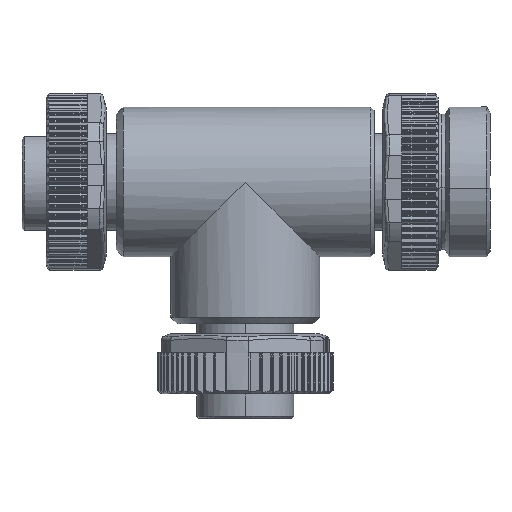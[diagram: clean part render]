
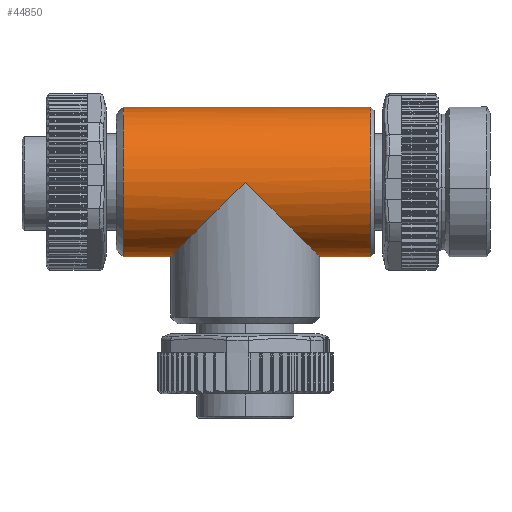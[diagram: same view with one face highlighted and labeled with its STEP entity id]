
A CAD part, front view. The second image highlights one B-rep face of the part: STEP entity #44850.
In plain terms, the highlighted cylindrical face has radius 11 mm (diameter 22 mm), a partial arc.
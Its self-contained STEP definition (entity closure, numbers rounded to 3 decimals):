
#44817=AXIS2_PLACEMENT_3D('Cylinder Axis2P3D',#44814,#44815,#44816) ;
#44838=AXIS2_PLACEMENT_3D('Circle Axis2P3D',#44836,#44837,$) ;
#44669=CARTESIAN_POINT('Vertex',(43.9,13.,23.8)) ;
#44676=CARTESIAN_POINT('Vertex',(21.9,13.,23.8)) ;
#44720=CARTESIAN_POINT('Control Point',(43.9,13.,23.8)) ;
#44721=CARTESIAN_POINT('Control Point',(43.9,11.291,23.8)) ;
#44722=CARTESIAN_POINT('Control Point',(43.568,9.582,24.132)) ;
#44723=CARTESIAN_POINT('Control Point',(42.904,7.986,24.796)) ;
#44724=CARTESIAN_POINT('Control Point',(40.929,4.99,26.771)) ;
#44725=CARTESIAN_POINT('Control Point',(38.074,3.042,29.626)) ;
#44726=CARTESIAN_POINT('Control Point',(36.391,2.346,31.309)) ;
#44727=CARTESIAN_POINT('Control Point',(34.645,2.,33.055)) ;
#44728=CARTESIAN_POINT('Control Point',(32.9,2.,34.8)) ;
#44729=CARTESIAN_POINT('Vertex',(32.9,2.,34.8)) ;
#44733=CARTESIAN_POINT('Control Point',(32.9,2.,34.8)) ;
#44734=CARTESIAN_POINT('Control Point',(31.91,2.,33.81)) ;
#44735=CARTESIAN_POINT('Control Point',(30.92,2.111,32.82)) ;
#44736=CARTESIAN_POINT('Control Point',(29.941,2.334,31.841)) ;
#44737=CARTESIAN_POINT('Control Point',(28.034,3.005,29.934)) ;
#44738=CARTESIAN_POINT('Control Point',(26.298,4.112,28.198)) ;
#44739=CARTESIAN_POINT('Control Point',(25.489,4.771,27.389)) ;
#44740=CARTESIAN_POINT('Control Point',(23.802,6.518,25.702)) ;
#44741=CARTESIAN_POINT('Control Point',(22.612,8.733,24.512)) ;
#44742=CARTESIAN_POINT('Control Point',(22.137,10.11,24.037)) ;
#44743=CARTESIAN_POINT('Control Point',(21.9,11.555,23.8)) ;
#44744=CARTESIAN_POINT('Control Point',(21.9,13.,23.8)) ;
#44759=CARTESIAN_POINT('Line Origine',(12.,13.,23.8)) ;
#44763=CARTESIAN_POINT('Vertex',(14.9,13.,23.8)) ;
#44782=CARTESIAN_POINT('Vertex',(14.9,13.,45.8)) ;
#44785=CARTESIAN_POINT('Line Origine',(12.,13.,45.8)) ;
#44789=CARTESIAN_POINT('Vertex',(51.4,13.,45.8)) ;
#44796=CARTESIAN_POINT('Vertex',(51.4,13.,23.8)) ;
#44799=CARTESIAN_POINT('Line Origine',(12.,13.,23.8)) ;
#44814=CARTESIAN_POINT('Axis2P3D Location',(12.,13.,34.8)) ;
#44820=CARTESIAN_POINT('Control Point',(51.4,13.,23.8)) ;
#44821=CARTESIAN_POINT('Control Point',(51.4,11.272,23.8)) ;
#44822=CARTESIAN_POINT('Control Point',(51.4,9.544,24.139)) ;
#44823=CARTESIAN_POINT('Control Point',(51.4,7.905,24.818)) ;
#44824=CARTESIAN_POINT('Control Point',(51.4,4.982,26.782)) ;
#44825=CARTESIAN_POINT('Control Point',(51.4,3.018,29.705)) ;
#44826=CARTESIAN_POINT('Control Point',(51.4,2.339,31.344)) ;
#44827=CARTESIAN_POINT('Control Point',(51.4,1.661,34.8)) ;
#44828=CARTESIAN_POINT('Control Point',(51.4,2.339,38.256)) ;
#44829=CARTESIAN_POINT('Control Point',(51.4,3.018,39.895)) ;
#44830=CARTESIAN_POINT('Control Point',(51.4,4.982,42.818)) ;
#44831=CARTESIAN_POINT('Control Point',(51.4,7.905,44.782)) ;
#44832=CARTESIAN_POINT('Control Point',(51.4,9.544,45.461)) ;
#44833=CARTESIAN_POINT('Control Point',(51.4,11.272,45.8)) ;
#44834=CARTESIAN_POINT('Control Point',(51.4,13.,45.8)) ;
#44836=CARTESIAN_POINT('Axis2P3D Location',(14.9,13.,34.8)) ;
#44760=DIRECTION('Vector Direction',(1.,0.,0.)) ;
#44786=DIRECTION('Vector Direction',(1.,0.,0.)) ;
#44800=DIRECTION('Vector Direction',(1.,0.,0.)) ;
#44815=DIRECTION('Axis2P3D Direction',(1.,0.,0.)) ;
#44816=DIRECTION('Axis2P3D XDirection',(0.,0.,1.)) ;
#44837=DIRECTION('Axis2P3D Direction',(1.,0.,0.)) ;
#44761=VECTOR('Line Direction',#44760,1.) ;
#44787=VECTOR('Line Direction',#44786,1.) ;
#44801=VECTOR('Line Direction',#44800,1.) ;
#44842=ORIENTED_EDGE('',*,*,#44803,.T.) ;
#44843=ORIENTED_EDGE('',*,*,#44835,.T.) ;
#44844=ORIENTED_EDGE('',*,*,#44791,.T.) ;
#44845=ORIENTED_EDGE('',*,*,#44840,.T.) ;
#44846=ORIENTED_EDGE('',*,*,#44765,.T.) ;
#44847=ORIENTED_EDGE('',*,*,#44745,.F.) ;
#44848=ORIENTED_EDGE('',*,*,#44731,.F.) ;
#44850=ADVANCED_FACE('Hauptkoerper',(#44849),#44818,.T.) ;
#44719=B_SPLINE_CURVE_WITH_KNOTS('',5,(#44720,#44721,#44722,#44723,#44724,#44725,#44726,#44727,#44728),.UNSPECIFIED.,.F.,.U.,(6,3,6),(0.,17.091,36.604),.UNSPECIFIED.) ;
#44732=B_SPLINE_CURVE_WITH_KNOTS('',5,(#44733,#44734,#44735,#44736,#44737,#44738,#44739,#44740,#44741,#44742,#44743,#44744),.UNSPECIFIED.,.F.,.U.,(6,3,3,6),(0.,11.066,22.132,36.58),.UNSPECIFIED.) ;
#44819=B_SPLINE_CURVE_WITH_KNOTS('',5,(#44820,#44821,#44822,#44823,#44824,#44825,#44826,#44827,#44828,#44829,#44830,#44831,#44832,#44833,#44834),.UNSPECIFIED.,.F.,.U.,(6,3,3,3,6),(-17.279,-8.639,0.,8.639,17.279),.UNSPECIFIED.) ;
#44839=CIRCLE('generated circle',#44838,11.) ;
#44818=CYLINDRICAL_SURFACE('generated cylinder',#44817,11.) ;
#44731=EDGE_CURVE('',#44670,#44730,#44719,.T.) ;
#44745=EDGE_CURVE('',#44730,#44677,#44732,.T.) ;
#44765=EDGE_CURVE('',#44764,#44677,#44762,.T.) ;
#44791=EDGE_CURVE('',#44790,#44783,#44788,.F.) ;
#44803=EDGE_CURVE('',#44670,#44797,#44802,.T.) ;
#44835=EDGE_CURVE('',#44797,#44790,#44819,.T.) ;
#44840=EDGE_CURVE('',#44783,#44764,#44839,.T.) ;
#44841=EDGE_LOOP('',(#44842,#44843,#44844,#44845,#44846,#44847,#44848)) ;
#44849=FACE_OUTER_BOUND('',#44841,.T.) ;
#44762=LINE('Line',#44759,#44761) ;
#44788=LINE('Line',#44785,#44787) ;
#44802=LINE('Line',#44799,#44801) ;
#44670=VERTEX_POINT('',#44669) ;
#44677=VERTEX_POINT('',#44676) ;
#44730=VERTEX_POINT('',#44729) ;
#44764=VERTEX_POINT('',#44763) ;
#44783=VERTEX_POINT('',#44782) ;
#44790=VERTEX_POINT('',#44789) ;
#44797=VERTEX_POINT('',#44796) ;
